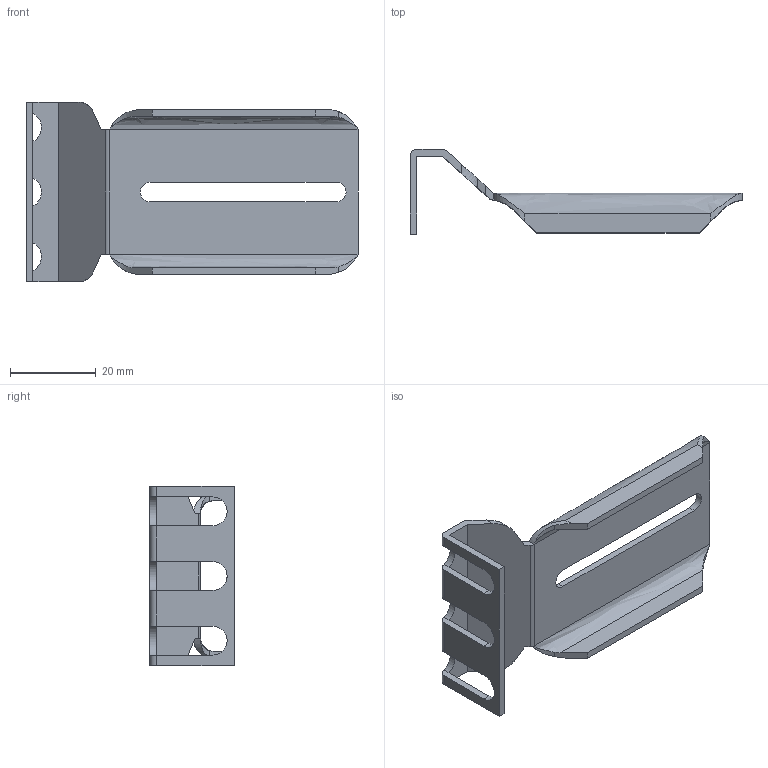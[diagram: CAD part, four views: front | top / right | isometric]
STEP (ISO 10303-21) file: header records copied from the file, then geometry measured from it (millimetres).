
FILE_DESCRIPTION((''),'2;1');
FILE_NAME('','2005-12-14T15:59:06',(''),(''),'','CADfix','');
FILE_SCHEMA(('AUTOMOTIVE_DESIGN'));
Length unit declared in the file: millimetre
Products named in the file (1): bracket
Bounding box: 77.5 x 19.8 x 42 mm (x, y, z)
Volume: 6092.5 mm3; surface area: 8482 mm2
Topology: 1 solids, 1 shells, 62 faces, 174 edges, 108 vertices
Faces by surface type: bspline 62
Entity records: 2205 total; most frequent: CARTESIAN_POINT 1195, ORIENTED_EDGE 348, EDGE_CURVE 174, QUASI_UNIFORM_CURVE 122, VERTEX_POINT 108, EDGE_LOOP 64, FACE_OUTER_BOUND 62, ADVANCED_FACE 62
